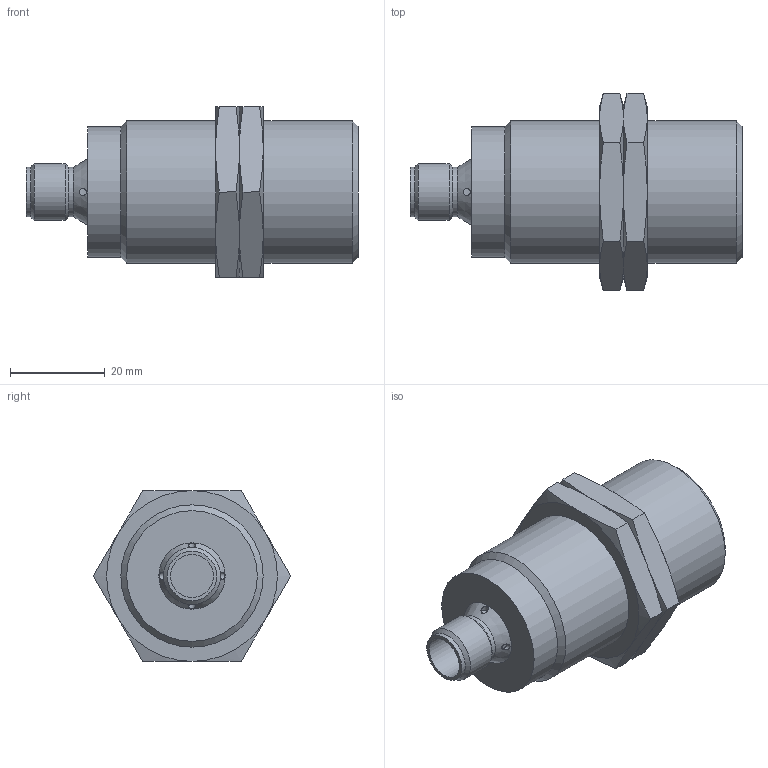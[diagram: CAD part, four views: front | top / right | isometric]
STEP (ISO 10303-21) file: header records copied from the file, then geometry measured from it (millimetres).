
FILE_DESCRIPTION (( 'STEP AP214' ), '1' );
FILE_NAME ('WST-AN-3H.STEP', '2018-08-24T18:29:18', ( '' ), ( '' ), 'SwSTEP 2.0', 'SolidWorks 2017', '' );
FILE_SCHEMA (( 'AUTOMOTIVE_DESIGN' ));
Length unit declared in the file: inch
Products named in the file (1): WST-AN-3H
Bounding box: 70 x 41.57 x 36 mm (x, y, z)
Volume: 45022 mm3; surface area: 11106 mm2
Topology: 3 solids, 3 shells, 71 faces, 148 edges, 88 vertices
Faces by surface type: cone 33, plane 20, cylinder 17, torus 1
Full cylindrical faces by diameter (mm): 1.5 x4, 9 x1, 10.466 x2, 12 x1, 27.546 x2, 28.376 x2, 30 x1
Entity records: 2999 total; most frequent: CARTESIAN_POINT 724, DIRECTION 252, ORIENTED_EDGE 232, AXIS2_PLACEMENT_3D 120, EDGE_CURVE 116, EDGE_LOOP 104, FACE_OUTER_BOUND 85, VERTEX_POINT 80
